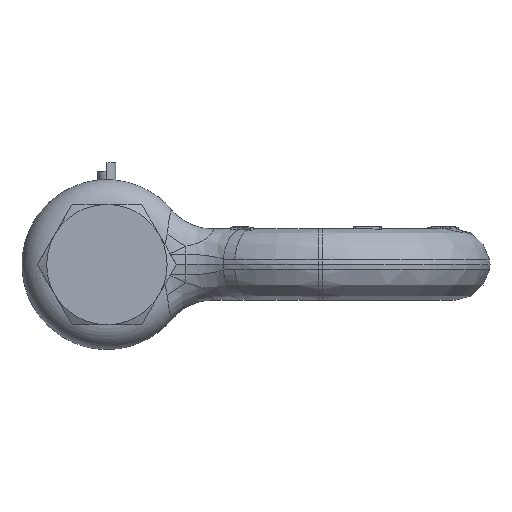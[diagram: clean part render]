
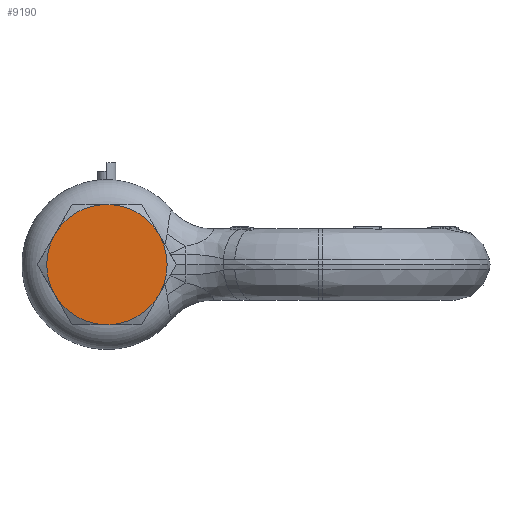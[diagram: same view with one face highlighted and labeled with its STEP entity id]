
A CAD part, left-side view. The second image highlights one B-rep face of the part: STEP entity #9190.
In plain terms, the highlighted planar face has unit normal (-1, 0, 0).
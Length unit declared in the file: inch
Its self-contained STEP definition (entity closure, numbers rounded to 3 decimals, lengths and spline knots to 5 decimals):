
#3088=CARTESIAN_POINT('',(-2.39516,0.,0.));
#3089=DIRECTION('',(-1.,0.,0.));
#3090=DIRECTION('',(0.,0.,-1.));
#3091=AXIS2_PLACEMENT_3D('',#3088,#3089,#3090);
#3093=CARTESIAN_POINT('',(-2.39516,0.,0.));
#3094=DIRECTION('',(-1.,0.,0.));
#3095=DIRECTION('',(0.,0.866,-0.5));
#3096=AXIS2_PLACEMENT_3D('',#3093,#3094,#3095);
#3098=CARTESIAN_POINT('',(-2.39516,0.,0.));
#3099=DIRECTION('',(-1.,0.,0.));
#3100=DIRECTION('',(0.,0.866,0.5));
#3101=AXIS2_PLACEMENT_3D('',#3098,#3099,#3100);
#3103=CARTESIAN_POINT('',(-2.39516,0.,0.));
#3104=DIRECTION('',(-1.,0.,0.));
#3105=DIRECTION('',(0.,0.,1.));
#3106=AXIS2_PLACEMENT_3D('',#3103,#3104,#3105);
#3108=CARTESIAN_POINT('',(-2.39516,0.,0.));
#3109=DIRECTION('',(-1.,0.,0.));
#3110=DIRECTION('',(0.,-0.866,0.5));
#3111=AXIS2_PLACEMENT_3D('',#3108,#3109,#3110);
#3113=CARTESIAN_POINT('',(-2.39516,0.,0.));
#3114=DIRECTION('',(-1.,0.,0.));
#3115=DIRECTION('',(0.,-0.866,-0.5));
#3116=AXIS2_PLACEMENT_3D('',#3113,#3114,#3115);
#5136=CARTESIAN_POINT('',(-2.39516,0.,-0.844));
#5137=CARTESIAN_POINT('',(-2.39516,-0.73093,
-0.422));
#5138=VERTEX_POINT('',#5136);
#5139=VERTEX_POINT('',#5137);
#5140=CARTESIAN_POINT('',(-2.39516,-0.73093,
0.422));
#5141=VERTEX_POINT('',#5140);
#5142=CARTESIAN_POINT('',(-2.39516,0.,0.844));
#5143=VERTEX_POINT('',#5142);
#5144=CARTESIAN_POINT('',(-2.39516,0.73093,
0.422));
#5145=VERTEX_POINT('',#5144);
#5146=CARTESIAN_POINT('',(-2.39516,0.73093,
-0.422));
#5147=VERTEX_POINT('',#5146);
#9177=CARTESIAN_POINT('',(-2.39516,0.,0.));
#9178=DIRECTION('',(-1.,0.,0.));
#9179=DIRECTION('',(0.,0.,1.));
#9180=AXIS2_PLACEMENT_3D('',#9177,#9178,#9179);
#9181=PLANE('',#9180);
#9182=ORIENTED_EDGE('',*,*,#9035,.F.);
#9183=ORIENTED_EDGE('',*,*,#9159,.F.);
#9184=ORIENTED_EDGE('',*,*,#9147,.F.);
#9185=ORIENTED_EDGE('',*,*,#9134,.F.);
#9186=ORIENTED_EDGE('',*,*,#9062,.F.);
#9187=ORIENTED_EDGE('',*,*,#9049,.F.);
#9188=EDGE_LOOP('',(#9182,#9183,#9184,#9185,#9186,#9187));
#9189=FACE_OUTER_BOUND('',#9188,.F.);
#9190=ADVANCED_FACE('',(#9189),#9181,.T.);
#3092=CIRCLE('',#3091,0.844);
#3097=CIRCLE('',#3096,0.844);
#3102=CIRCLE('',#3101,0.844);
#3107=CIRCLE('',#3106,0.844);
#3112=CIRCLE('',#3111,0.844);
#3117=CIRCLE('',#3116,0.844);
#9035=EDGE_CURVE('',#5138,#5139,#3092,.T.);
#9049=EDGE_CURVE('',#5139,#5141,#3117,.T.);
#9062=EDGE_CURVE('',#5141,#5143,#3112,.T.);
#9134=EDGE_CURVE('',#5143,#5145,#3107,.T.);
#9147=EDGE_CURVE('',#5145,#5147,#3102,.T.);
#9159=EDGE_CURVE('',#5147,#5138,#3097,.T.);
